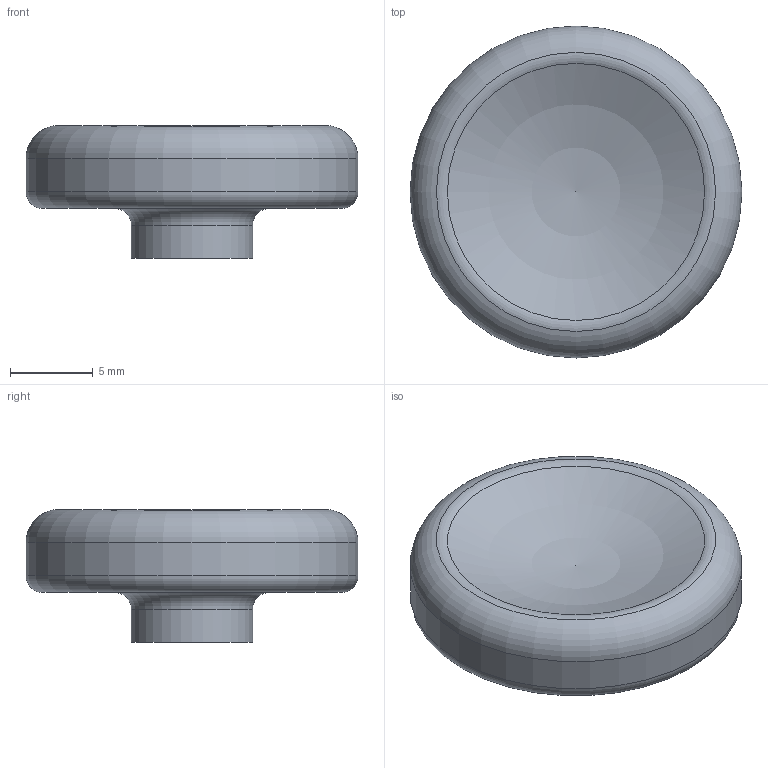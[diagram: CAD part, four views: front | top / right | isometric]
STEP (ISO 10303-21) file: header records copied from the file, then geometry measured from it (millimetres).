
FILE_DESCRIPTION(/* description */ (''),/* implementation_level */ '2;1');
FILE_NAME(/* name */ '5-way-concave-short.step',/* time_stamp */ '2023-09-16T12:20:56+02:00',/* author */ (''),/* organization */ (''),/* preprocessor_version */ 'ST-DEVELOPER v20',/* originating_system */ 'Autodesk Translation Framework v12.9.0.99',/* authorisation */ '');
FILE_SCHEMA (('AUTOMOTIVE_DESIGN { 1 0 10303 214 3 1 1 }'));
Length unit declared in the file: millimetre
Products named in the file (1): 5way-concave
Bounding box: 20 x 20 x 7.98 mm (x, y, z)
Volume: 1394.4 mm3; surface area: 979.4 mm2
Topology: 1 solids, 1 shells, 14 faces, 32 edges, 21 vertices
Faces by surface type: plane 7, torus 4, cylinder 2, sphere 1
Full cylindrical faces by diameter (mm): 7.314 x1, 20 x1
Entity records: 429 total; most frequent: DIRECTION 78, CARTESIAN_POINT 67, ORIENTED_EDGE 62, AXIS2_PLACEMENT_3D 32, EDGE_CURVE 31, VERTEX_POINT 21, CIRCLE 17, EDGE_LOOP 16
